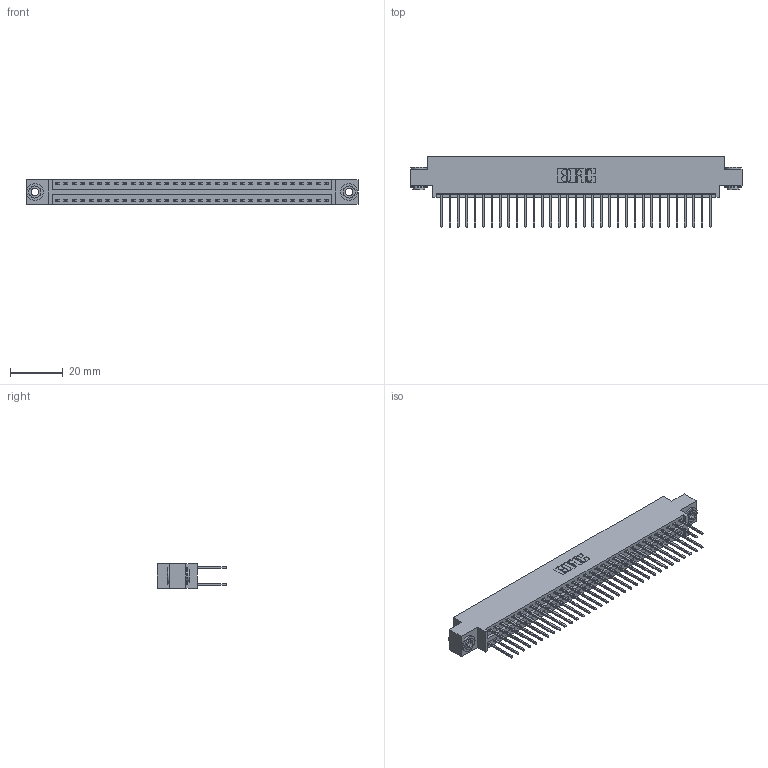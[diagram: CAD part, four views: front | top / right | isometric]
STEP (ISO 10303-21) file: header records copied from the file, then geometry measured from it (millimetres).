
FILE_DESCRIPTION (( 'STEP AP203' ), '1' );
FILE_NAME ('396-066-522-803.STEP', '2018-09-08T18:55:30', ( '' ), ( '' ), 'SwSTEP 2.0', 'SolidWorks 2016', '' );
FILE_SCHEMA (( 'CONFIG_CONTROL_DESIGN' ));
Length unit declared in the file: inch
Products named in the file (4): 396-066-522-803; 346 Part_0.170 Offset - 0.156 Dia-TH; 345-292-001_345-293-122; 345-250-002_345-250-002-102
Assembly tree (69 placements, depth 2):
  396-066-522-803
    346 Part_0.170 Offset - 0.156 Dia-TH
    345-292-001_345-293-122  x66
    345-250-002_345-250-002-102  x2
Bounding box: 125.35 x 26.42 x 9.4 mm (x, y, z)
Volume: 870.2 mm3; surface area: 17788.3 mm2
Topology: 68 solids, 69 shells, 3596 faces, 10647 edges, 7006 vertices
Faces by surface type: plane 2400, cylinder 1188, cone 8
Entity records: 23548 total; most frequent: CARTESIAN_POINT 3871, ORIENTED_EDGE 3798, DIRECTION 3493, EDGE_CURVE 1899, VECTOR 1611, LINE 1611, VERTEX_POINT 1262, AXIS2_PLACEMENT_3D 941
